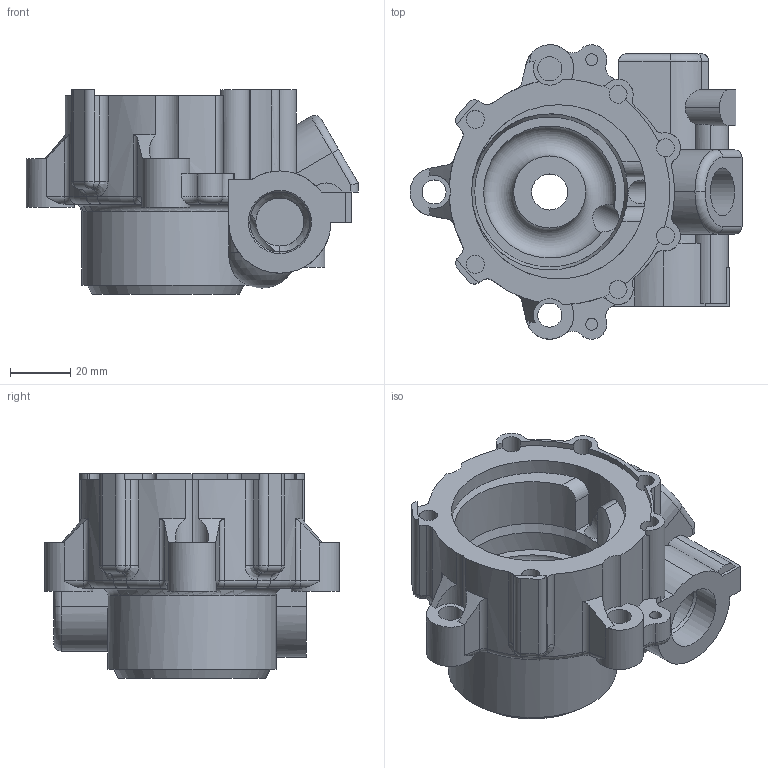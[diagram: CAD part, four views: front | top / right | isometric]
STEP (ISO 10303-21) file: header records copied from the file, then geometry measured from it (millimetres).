
FILE_DESCRIPTION(('Open CASCADE Model'),'2;1');
FILE_NAME('Open CASCADE Shape Model','2002-07-01T17:21:33',('Author'),( 'MATRA-DATAVISION'),'CASCADE STEP processor V4.0', 'MATRA-DATAVISION CASCADE OL 4.0','Unknown');
FILE_SCHEMA(('AUTOMOTIVE_DESIGN { 1 0 10303 214 1 1 1 1 }'));
Length unit declared in the file: millimetre
Products named in the file (1): SOLID
Bounding box: 110.5 x 98.02 x 68 mm (x, y, z)
Volume: 216625 mm3; surface area: 51723.5 mm2
Topology: 1 solids, 1 shells, 251 faces, 674 edges, 426 vertices
Faces by surface type: cylinder 115, plane 78, torus 22, bspline 18, cone 12, sphere 5, revolution 1
Full cylindrical faces by diameter (mm): 4 x2, 6 x7, 8 x4, 10 x1, 12 x2, 16 x4, 16.02 x2, 20 x1, 21 x1, 50 x1, 56 x1, 58 x1
Entity records: 11117 total; most frequent: CARTESIAN_POINT 4951, ORIENTED_EDGE 1334, DIRECTION 1286, EDGE_CURVE 667, AXIS2_PLACEMENT_3D 528, VERTEX_POINT 426, CIRCLE 282, FACE_BOUND 269
